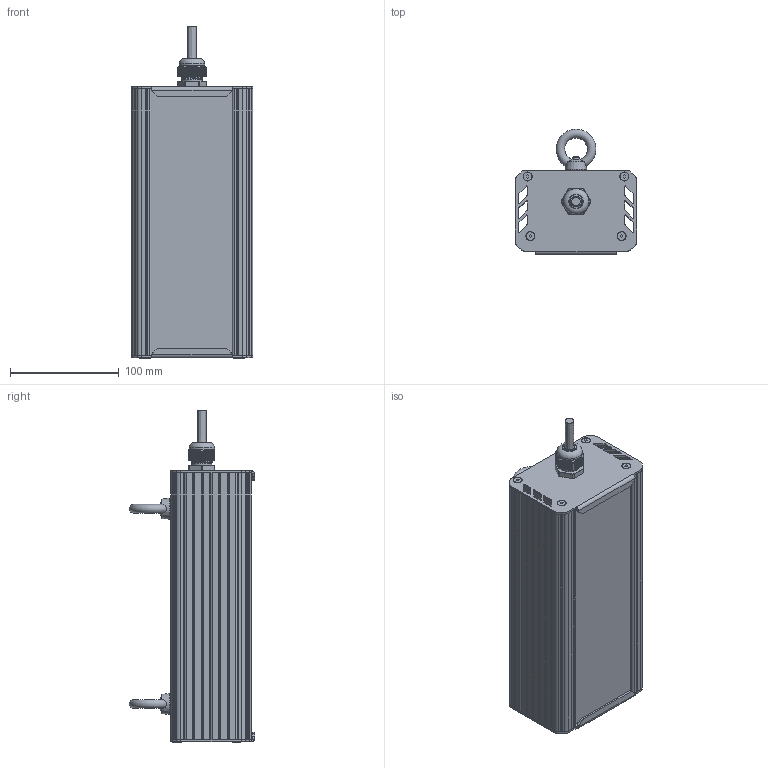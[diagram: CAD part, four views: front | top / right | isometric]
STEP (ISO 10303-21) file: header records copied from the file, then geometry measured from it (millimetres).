
FILE_DESCRIPTION(('STEP AP214'), '1');
FILE_NAME('001.0070.32.000 - ÃÑÏ-Ïðèìà-Îïòèê-20', '2024-05-27T05:48:25', ('Ëóêîíèí Å Ï'), ('ÎÊÁ Ñâîé Ñòèëü'), 'C3D Converter', 'C3D Toolkit', '');
FILE_SCHEMA(('AUTOMOTIVE_DESIGN { 1 0 10303 214 3 1 1}'));
Length unit declared in the file: millimetre
Products named in the file (26): 001.0070.32.000; 001.0065.02.000
Assembly tree (47 placements, depth 4):
  001.0070.32.000
    (unnamed)
      (unnamed)
      (unnamed)
      (unnamed)  x4
      (unnamed)
      (unnamed)  x4
      (unnamed)
      (unnamed)
      (unnamed)
      (unnamed)  x2
        (unnamed)
        (unnamed)
        (unnamed)
        (unnamed)
        (unnamed)
        (unnamed)
        (unnamed)
        (unnamed)
        (unnamed)
        (unnamed)
      (unnamed)
        (unnamed)
    001.0065.02.000  x2
      (unnamed)
      (unnamed)
Bounding box: 112.19 x 115.41 x 306 mm (x, y, z)
Volume: 525317.9 mm3; surface area: 428500.6 mm2
Topology: 90 solids, 90 shells, 2038 faces, 5405 edges, 3657 vertices
Faces by surface type: plane 1249, cylinder 633, cone 100, bspline 37, torus 13, sphere 6
Full cylindrical faces by diameter (mm): 1 x6, 2 x4, 2.5 x8, 2.8 x50, 3.2 x6, 3.5 x12, 4 x8, 6 x2, 8 x8, 9 x26, 12 x1, 12.5 x1, 16 x1, 18.5 x3, 20 x1, 23.5 x1
Entity records: 110579 total; most frequent: CARTESIAN_POINT 51642, DIRECTION 8352, ORIENTED_EDGE 8276, EDGE_CURVE 4138, AXIS2_PLACEMENT_3D 2959, COLOUR_RGB 2934, PRESENTATION_STYLE_ASSIGNMENT 2934, VERTEX_POINT 2862
